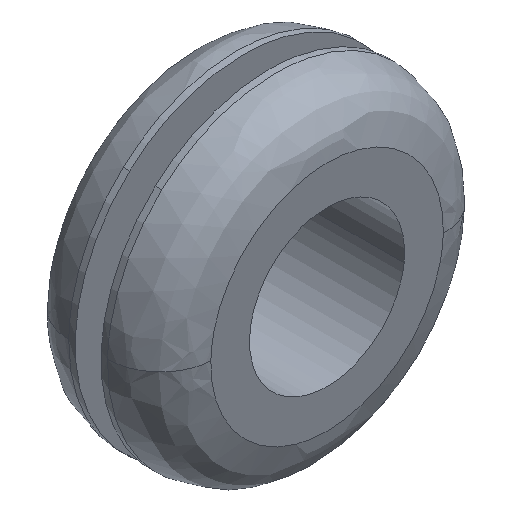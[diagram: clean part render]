
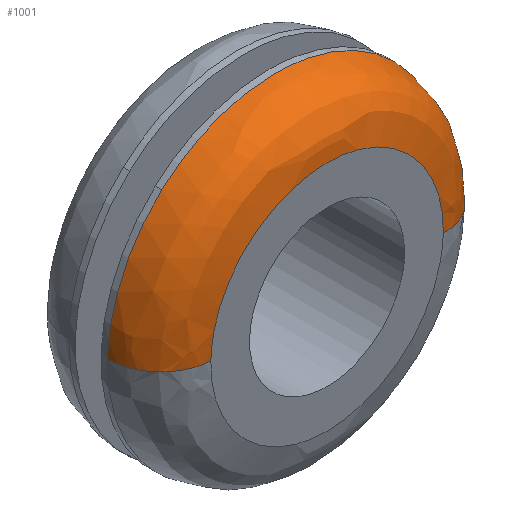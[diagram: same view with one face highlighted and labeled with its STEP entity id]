
A CAD part, isometric view. The second image highlights one B-rep face of the part: STEP entity #1001.
In plain terms, the highlighted free-form (B-spline) face has degree [2, 2] with [5, 3] control points.
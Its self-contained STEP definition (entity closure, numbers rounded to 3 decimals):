
#115=CARTESIAN_POINT('',(-8.783,4.,9.585));
#116=VERTEX_POINT('',#115);
#122=CARTESIAN_POINT('',(0.0,4.0,13.0));
#123=VERTEX_POINT('',#122);
#124=CARTESIAN_POINT('',(0.0,4.0,13.0));
#125=CARTESIAN_POINT('',(-5.055,4.,13.));
#126=CARTESIAN_POINT('',(-8.783,4.,9.585));
#134=(BOUNDED_CURVE()B_SPLINE_CURVE(2,(#124,#125,#126),.UNSPECIFIED.,.F.,.U.)B_SPLINE_CURVE_WITH_KNOTS((3,3),(0.5,0.618),.UNSPECIFIED.)CURVE()GEOMETRIC_REPRESENTATION_ITEM()RATIONAL_B_SPLINE_CURVE((1.0,0.861,0.854))REPRESENTATION_ITEM(''));
#135=EDGE_CURVE('',#123,#116,#134,.T.);
#137=CARTESIAN_POINT('',(12.996,4.,-0.327));
#138=VERTEX_POINT('',#137);
#139=CARTESIAN_POINT('',(12.996,4.,-0.327));
#140=CARTESIAN_POINT('',(13.,4.,-0.163));
#141=CARTESIAN_POINT('',(13.,4.,0.));
#142=CARTESIAN_POINT('',(13.,4.,13.));
#143=CARTESIAN_POINT('',(0.0,4.0,13.0));
#151=(BOUNDED_CURVE()B_SPLINE_CURVE(2,(#139,#140,#141,#142,#143),.UNSPECIFIED.,.F.,.U.)B_SPLINE_CURVE_WITH_KNOTS((3,2,3),(0.246,0.25,0.5),.UNSPECIFIED.)CURVE()GEOMETRIC_REPRESENTATION_ITEM()RATIONAL_B_SPLINE_CURVE((0.99,0.995,1.0,0.707,1.0))REPRESENTATION_ITEM(''));
#152=EDGE_CURVE('',#138,#123,#151,.T.);
#226=CARTESIAN_POINT('',(-12.996,4.,0.327));
#227=VERTEX_POINT('',#226);
#243=CARTESIAN_POINT('',(-8.783,4.,9.585));
#244=CARTESIAN_POINT('',(-12.857,4.,5.851));
#245=CARTESIAN_POINT('',(-12.996,4.,0.327));
#253=(BOUNDED_CURVE()B_SPLINE_CURVE(2,(#243,#244,#245),.UNSPECIFIED.,.F.,.U.)B_SPLINE_CURVE_WITH_KNOTS((3,3),(0.618,0.746),.UNSPECIFIED.)CURVE()GEOMETRIC_REPRESENTATION_ITEM()RATIONAL_B_SPLINE_CURVE((0.854,0.846,0.99))REPRESENTATION_ITEM(''));
#254=EDGE_CURVE('',#116,#227,#253,.T.);
#878=CARTESIAN_POINT('',(8.997,0.,-0.226));
#879=VERTEX_POINT('',#878);
#880=CARTESIAN_POINT('',(12.996,4.,-0.327));
#881=CARTESIAN_POINT('',(12.996,0.,-0.327));
#882=CARTESIAN_POINT('',(8.997,0.,-0.226));
#890=(BOUNDED_CURVE()B_SPLINE_CURVE(2,(#880,#881,#882),.UNSPECIFIED.,.F.,.U.)B_SPLINE_CURVE_WITH_KNOTS((3,3),(-1.723,-0.264),.UNSPECIFIED.)CURVE()GEOMETRIC_REPRESENTATION_ITEM()RATIONAL_B_SPLINE_CURVE((0.884,0.627,0.889))REPRESENTATION_ITEM(''));
#891=EDGE_CURVE('',#138,#879,#890,.T.);
#908=CARTESIAN_POINT('',(-8.997,0.,0.226));
#909=VERTEX_POINT('',#908);
#925=CARTESIAN_POINT('',(-12.996,4.,0.327));
#926=CARTESIAN_POINT('',(-12.996,0.,0.327));
#927=CARTESIAN_POINT('',(-8.997,0.,0.226));
#935=(BOUNDED_CURVE()B_SPLINE_CURVE(2,(#925,#926,#927),.UNSPECIFIED.,.F.,.U.)B_SPLINE_CURVE_WITH_KNOTS((3,3),(-1.723,-0.264),.UNSPECIFIED.)CURVE()GEOMETRIC_REPRESENTATION_ITEM()RATIONAL_B_SPLINE_CURVE((0.884,0.627,0.889))REPRESENTATION_ITEM(''));
#936=EDGE_CURVE('',#227,#909,#935,.T.);
#941=CARTESIAN_POINT('',(12.986,4.279,-0.326));
#942=CARTESIAN_POINT('',(13.313,4.279,12.66));
#943=CARTESIAN_POINT('',(0.326,4.279,12.986));
#944=CARTESIAN_POINT('',(-12.66,4.279,13.313));
#945=CARTESIAN_POINT('',(-12.986,4.279,0.326));
#946=CARTESIAN_POINT('',(13.307,-0.309,-0.335));
#947=CARTESIAN_POINT('',(13.641,-0.309,12.972));
#948=CARTESIAN_POINT('',(0.335,-0.309,13.307));
#949=CARTESIAN_POINT('',(-12.972,-0.309,13.641));
#950=CARTESIAN_POINT('',(-13.307,-0.309,0.335));
#951=CARTESIAN_POINT('',(8.72,0.01,-0.219));
#952=CARTESIAN_POINT('',(8.939,0.01,8.501));
#953=CARTESIAN_POINT('',(0.219,0.01,8.72));
#954=CARTESIAN_POINT('',(-8.501,0.01,8.939));
#955=CARTESIAN_POINT('',(-8.72,0.01,0.219));
#963=(BOUNDED_SURFACE()B_SPLINE_SURFACE(2,2,((#941,#946,#951),(#942,#947,#952),(#943,#948,#953),(#944,#949,#954),(#945,#950,#955)),.UNSPECIFIED.,.F.,.F.,.U.)B_SPLINE_SURFACE_WITH_KNOTS((3,2,3),(3,3),(0.0,21.523,43.046),(0.0,7.289),.UNSPECIFIED.)GEOMETRIC_REPRESENTATION_ITEM()RATIONAL_B_SPLINE_SURFACE(((0.911,0.599,0.916),(0.644,0.424,0.648),(0.911,0.599,0.916),(0.644,0.424,0.648),(0.911,0.599,0.916)))REPRESENTATION_ITEM('')SURFACE());
#964=ORIENTED_EDGE('',*,*,#135,.T.);
#965=ORIENTED_EDGE('',*,*,#254,.T.);
#966=ORIENTED_EDGE('',*,*,#936,.T.);
#967=CARTESIAN_POINT('',(0.0,0.,9.0));
#968=VERTEX_POINT('',#967);
#969=CARTESIAN_POINT('',(0.0,0.,9.0));
#970=CARTESIAN_POINT('',(-8.777,0.,9.0));
#971=CARTESIAN_POINT('',(-8.997,0.,0.226));
#979=(BOUNDED_CURVE()B_SPLINE_CURVE(2,(#969,#970,#971),.UNSPECIFIED.,.F.,.U.)B_SPLINE_CURVE_WITH_KNOTS((3,3),(0.5,0.746),.UNSPECIFIED.)CURVE()GEOMETRIC_REPRESENTATION_ITEM()RATIONAL_B_SPLINE_CURVE((1.0,0.712,0.99))REPRESENTATION_ITEM(''));
#980=EDGE_CURVE('',#968,#909,#979,.T.);
#981=ORIENTED_EDGE('',*,*,#980,.F.);
#982=CARTESIAN_POINT('',(8.997,0.,-0.226));
#983=CARTESIAN_POINT('',(9.0,0.,-0.113));
#984=CARTESIAN_POINT('',(9.0,0.,0.));
#985=CARTESIAN_POINT('',(9.0,0.,9.0));
#986=CARTESIAN_POINT('',(0.0,0.,9.0));
#994=(BOUNDED_CURVE()B_SPLINE_CURVE(2,(#982,#983,#984,#985,#986),.UNSPECIFIED.,.F.,.U.)B_SPLINE_CURVE_WITH_KNOTS((3,2,3),(0.246,0.25,0.5),.UNSPECIFIED.)CURVE()GEOMETRIC_REPRESENTATION_ITEM()RATIONAL_B_SPLINE_CURVE((0.99,0.995,1.0,0.707,1.0))REPRESENTATION_ITEM(''));
#995=EDGE_CURVE('',#879,#968,#994,.T.);
#996=ORIENTED_EDGE('',*,*,#995,.F.);
#997=ORIENTED_EDGE('',*,*,#891,.F.);
#998=ORIENTED_EDGE('',*,*,#152,.T.);
#999=EDGE_LOOP('',(#964,#965,#966,#981,#996,#997,#998));
#1000=FACE_OUTER_BOUND('',#999,.T.);
#1001=ADVANCED_FACE('',(#1000),#963,.T.);
